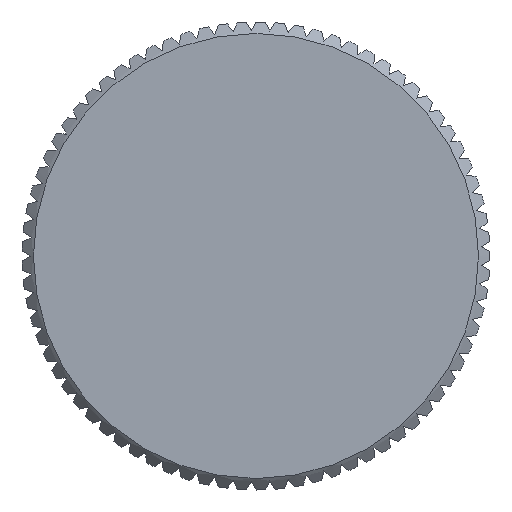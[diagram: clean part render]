
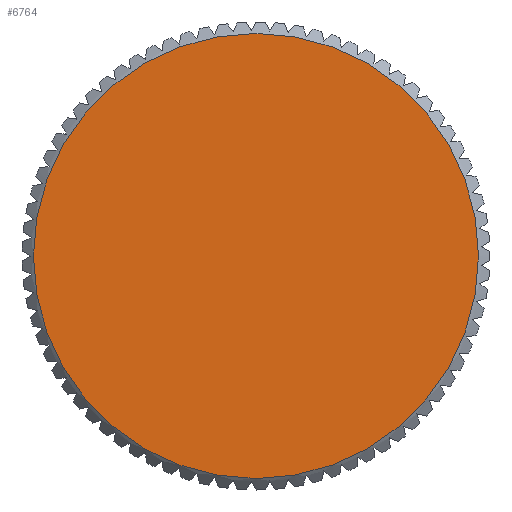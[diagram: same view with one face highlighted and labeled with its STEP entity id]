
A CAD part, left-side view. The second image highlights one B-rep face of the part: STEP entity #6764.
In plain terms, the highlighted planar face has unit normal (-1, 0, 0).
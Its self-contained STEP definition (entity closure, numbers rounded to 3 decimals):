
#14 = EDGE_CURVE ( 'NONE', #6211, #6211, #4844, .T. ) ;
#549 = CARTESIAN_POINT ( 'NONE',  ( 0., 0., 0. ) ) ;
#558 = DIRECTION ( 'NONE',  ( 0., 0., 1. ) ) ;
#560 = DIRECTION ( 'NONE',  ( -1., 0., 0. ) ) ;
#2850 = EDGE_LOOP ( 'NONE', ( #6474 ) ) ;
#4000 = AXIS2_PLACEMENT_3D ( 'NONE', #5211, #5213, #5207 ) ;
#4844 = CIRCLE ( 'NONE', #4850, 7.775 ) ;
#4850 = AXIS2_PLACEMENT_3D ( 'NONE', #549, #560, #558 ) ;
#5207 = DIRECTION ( 'NONE',  ( 0., 0., 1. ) ) ;
#5211 = CARTESIAN_POINT ( 'NONE',  ( 0., 0., 0. ) ) ;
#5213 = DIRECTION ( 'NONE',  ( -1., 0., 0. ) ) ;
#5215 = PLANE ( 'NONE',  #4000 ) ;
#5217 = FACE_OUTER_BOUND ( 'NONE', #2850, .T. ) ;
#6211 = VERTEX_POINT ( 'NONE', #6213 ) ;
#6213 = CARTESIAN_POINT ( 'NONE',  ( 0., 0., 7.775 ) ) ;
#6474 = ORIENTED_EDGE ( 'NONE', *, *, #14, .T. ) ;
#6764 = ADVANCED_FACE ( 'NONE', ( #5217 ), #5215, .T. ) ;
